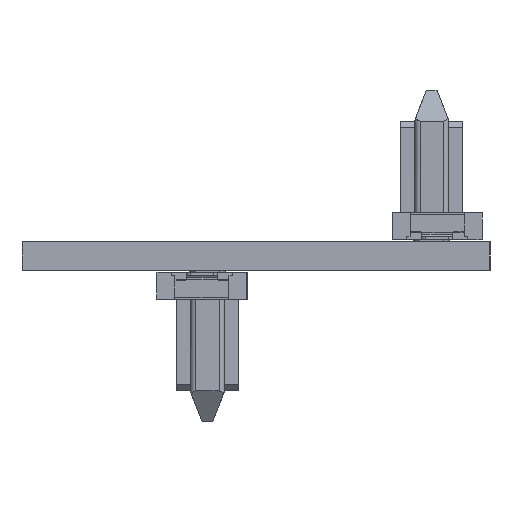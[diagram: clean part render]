
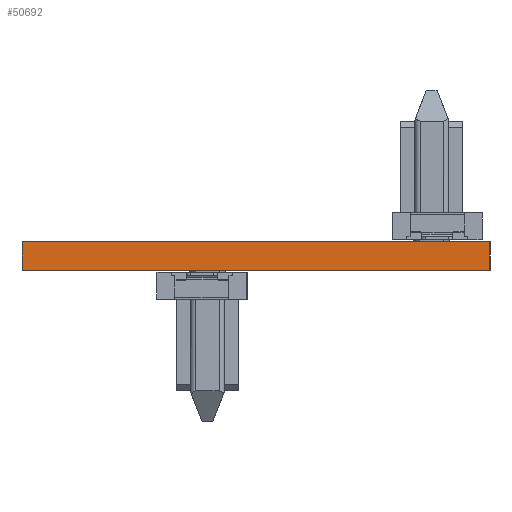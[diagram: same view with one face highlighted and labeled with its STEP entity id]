
A CAD part, left-side view. The second image highlights one B-rep face of the part: STEP entity #50692.
In plain terms, the highlighted planar face has unit normal (-1, 0, 0).
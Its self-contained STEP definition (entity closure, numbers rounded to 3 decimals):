
#50008 = PLANE('',#50009);
#50009 = AXIS2_PLACEMENT_3D('',#50010,#50011,#50012);
#50010 = CARTESIAN_POINT('',(180.,-60.,0.));
#50011 = DIRECTION('',(0.,1.,0.));
#50012 = DIRECTION('',(1.,0.,0.));
#50036 = PLANE('',#50037);
#50037 = AXIS2_PLACEMENT_3D('',#50038,#50039,#50040);
#50038 = CARTESIAN_POINT('',(230.5,-73.,1.6));
#50039 = DIRECTION('',(0.,0.,-1.));
#50040 = DIRECTION('',(-1.,0.,0.));
#50064 = PLANE('',#50065);
#50065 = AXIS2_PLACEMENT_3D('',#50066,#50067,#50068);
#50066 = CARTESIAN_POINT('',(281.,-86.,0.));
#50067 = DIRECTION('',(0.,-1.,0.));
#50068 = DIRECTION('',(-1.,0.,0.));
#50090 = PLANE('',#50091);
#50091 = AXIS2_PLACEMENT_3D('',#50092,#50093,#50094);
#50092 = CARTESIAN_POINT('',(230.5,-73.,0.));
#50093 = DIRECTION('',(0.,0.,-1.));
#50094 = DIRECTION('',(-1.,0.,0.));
#50105 = EDGE_CURVE('',#50106,#50108,#50110,.T.);
#50106 = VERTEX_POINT('',#50107);
#50107 = CARTESIAN_POINT('',(180.,-60.,0.));
#50108 = VERTEX_POINT('',#50109);
#50109 = CARTESIAN_POINT('',(180.,-60.,1.6));
#50110 = SURFACE_CURVE('',#50111,(#50115,#50122),.PCURVE_S1.);
#50111 = LINE('',#50112,#50113);
#50112 = CARTESIAN_POINT('',(180.,-60.,0.));
#50113 = VECTOR('',#50114,1.);
#50114 = DIRECTION('',(0.,0.,1.));
#50115 = PCURVE('',#50008,#50116);
#50116 = DEFINITIONAL_REPRESENTATION('',(#50117),#50121);
#50117 = LINE('',#50118,#50119);
#50118 = CARTESIAN_POINT('',(0.,0.));
#50119 = VECTOR('',#50120,1.);
#50120 = DIRECTION('',(0.,-1.));
#50121 = ( GEOMETRIC_REPRESENTATION_CONTEXT(2) 
PARAMETRIC_REPRESENTATION_CONTEXT() REPRESENTATION_CONTEXT('2D SPACE',''
  ) );
#50122 = PCURVE('',#50123,#50128);
#50123 = PLANE('',#50124);
#50124 = AXIS2_PLACEMENT_3D('',#50125,#50126,#50127);
#50125 = CARTESIAN_POINT('',(180.,-86.,0.));
#50126 = DIRECTION('',(-1.,0.,0.));
#50127 = DIRECTION('',(0.,1.,0.));
#50128 = DEFINITIONAL_REPRESENTATION('',(#50129),#50133);
#50129 = LINE('',#50130,#50131);
#50130 = CARTESIAN_POINT('',(26.,0.));
#50131 = VECTOR('',#50132,1.);
#50132 = DIRECTION('',(0.,-1.));
#50133 = ( GEOMETRIC_REPRESENTATION_CONTEXT(2) 
PARAMETRIC_REPRESENTATION_CONTEXT() REPRESENTATION_CONTEXT('2D SPACE',''
  ) );
#50183 = VERTEX_POINT('',#50184);
#50184 = CARTESIAN_POINT('',(180.,-86.,1.6));
#50205 = EDGE_CURVE('',#50206,#50183,#50208,.T.);
#50206 = VERTEX_POINT('',#50207);
#50207 = CARTESIAN_POINT('',(180.,-86.,0.));
#50208 = SURFACE_CURVE('',#50209,(#50213,#50220),.PCURVE_S1.);
#50209 = LINE('',#50210,#50211);
#50210 = CARTESIAN_POINT('',(180.,-86.,0.));
#50211 = VECTOR('',#50212,1.);
#50212 = DIRECTION('',(0.,0.,1.));
#50213 = PCURVE('',#50064,#50214);
#50214 = DEFINITIONAL_REPRESENTATION('',(#50215),#50219);
#50215 = LINE('',#50216,#50217);
#50216 = CARTESIAN_POINT('',(101.,0.));
#50217 = VECTOR('',#50218,1.);
#50218 = DIRECTION('',(0.,-1.));
#50219 = ( GEOMETRIC_REPRESENTATION_CONTEXT(2) 
PARAMETRIC_REPRESENTATION_CONTEXT() REPRESENTATION_CONTEXT('2D SPACE',''
  ) );
#50220 = PCURVE('',#50123,#50221);
#50221 = DEFINITIONAL_REPRESENTATION('',(#50222),#50226);
#50222 = LINE('',#50223,#50224);
#50223 = CARTESIAN_POINT('',(0.,0.));
#50224 = VECTOR('',#50225,1.);
#50225 = DIRECTION('',(0.,-1.));
#50226 = ( GEOMETRIC_REPRESENTATION_CONTEXT(2) 
PARAMETRIC_REPRESENTATION_CONTEXT() REPRESENTATION_CONTEXT('2D SPACE',''
  ) );
#50254 = EDGE_CURVE('',#50206,#50106,#50255,.T.);
#50255 = SURFACE_CURVE('',#50256,(#50260,#50267),.PCURVE_S1.);
#50256 = LINE('',#50257,#50258);
#50257 = CARTESIAN_POINT('',(180.,-86.,0.));
#50258 = VECTOR('',#50259,1.);
#50259 = DIRECTION('',(0.,1.,0.));
#50260 = PCURVE('',#50090,#50261);
#50261 = DEFINITIONAL_REPRESENTATION('',(#50262),#50266);
#50262 = LINE('',#50263,#50264);
#50263 = CARTESIAN_POINT('',(50.5,-13.));
#50264 = VECTOR('',#50265,1.);
#50265 = DIRECTION('',(0.,1.));
#50266 = ( GEOMETRIC_REPRESENTATION_CONTEXT(2) 
PARAMETRIC_REPRESENTATION_CONTEXT() REPRESENTATION_CONTEXT('2D SPACE',''
  ) );
#50267 = PCURVE('',#50123,#50268);
#50268 = DEFINITIONAL_REPRESENTATION('',(#50269),#50273);
#50269 = LINE('',#50270,#50271);
#50270 = CARTESIAN_POINT('',(0.,0.));
#50271 = VECTOR('',#50272,1.);
#50272 = DIRECTION('',(1.,0.));
#50273 = ( GEOMETRIC_REPRESENTATION_CONTEXT(2) 
PARAMETRIC_REPRESENTATION_CONTEXT() REPRESENTATION_CONTEXT('2D SPACE',''
  ) );
#50491 = EDGE_CURVE('',#50183,#50108,#50492,.T.);
#50492 = SURFACE_CURVE('',#50493,(#50497,#50504),.PCURVE_S1.);
#50493 = LINE('',#50494,#50495);
#50494 = CARTESIAN_POINT('',(180.,-86.,1.6));
#50495 = VECTOR('',#50496,1.);
#50496 = DIRECTION('',(0.,1.,0.));
#50497 = PCURVE('',#50036,#50498);
#50498 = DEFINITIONAL_REPRESENTATION('',(#50499),#50503);
#50499 = LINE('',#50500,#50501);
#50500 = CARTESIAN_POINT('',(50.5,-13.));
#50501 = VECTOR('',#50502,1.);
#50502 = DIRECTION('',(0.,1.));
#50503 = ( GEOMETRIC_REPRESENTATION_CONTEXT(2) 
PARAMETRIC_REPRESENTATION_CONTEXT() REPRESENTATION_CONTEXT('2D SPACE',''
  ) );
#50504 = PCURVE('',#50123,#50505);
#50505 = DEFINITIONAL_REPRESENTATION('',(#50506),#50510);
#50506 = LINE('',#50507,#50508);
#50507 = CARTESIAN_POINT('',(0.,-1.6));
#50508 = VECTOR('',#50509,1.);
#50509 = DIRECTION('',(1.,0.));
#50510 = ( GEOMETRIC_REPRESENTATION_CONTEXT(2) 
PARAMETRIC_REPRESENTATION_CONTEXT() REPRESENTATION_CONTEXT('2D SPACE',''
  ) );
#50692 = ADVANCED_FACE('',(#50693),#50123,.T.);
#50693 = FACE_BOUND('',#50694,.T.);
#50694 = EDGE_LOOP('',(#50695,#50696,#50697,#50698));
#50695 = ORIENTED_EDGE('',*,*,#50205,.T.);
#50696 = ORIENTED_EDGE('',*,*,#50491,.T.);
#50697 = ORIENTED_EDGE('',*,*,#50105,.F.);
#50698 = ORIENTED_EDGE('',*,*,#50254,.F.);
